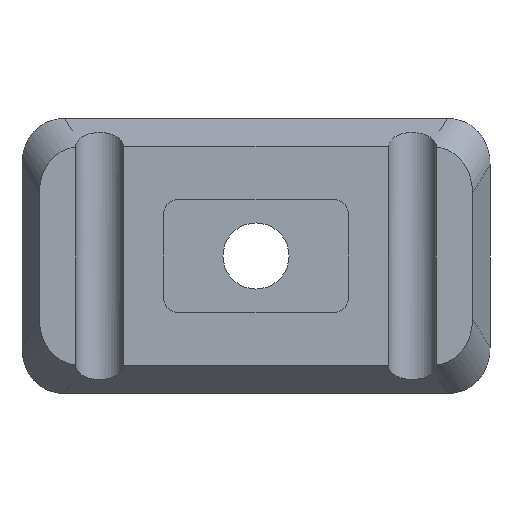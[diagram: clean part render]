
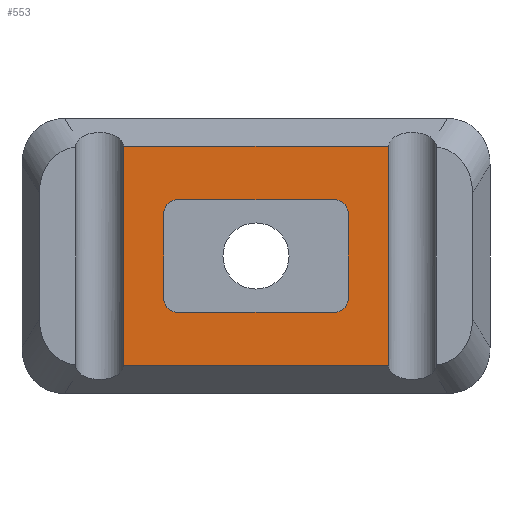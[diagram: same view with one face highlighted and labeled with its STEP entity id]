
A CAD part, front view. The second image highlights one B-rep face of the part: STEP entity #553.
In plain terms, the highlighted planar face has unit normal (0, -1, 0).
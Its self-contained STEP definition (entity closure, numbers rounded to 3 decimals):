
#15=FACE_BOUND('',#101,.T.);
#23=CIRCLE('',#590,1.18);
#25=CIRCLE('',#593,1.18);
#27=CIRCLE('',#610,1.18);
#29=CIRCLE('',#615,1.18);
#68=FACE_OUTER_BOUND('',#100,.T.);
#100=EDGE_LOOP('',(#449,#450,#451,#452));
#101=EDGE_LOOP('',(#453,#454,#455,#456,#457,#458,#459,#460));
#133=LINE('',#803,#182);
#138=LINE('',#842,#187);
#148=LINE('',#887,#197);
#157=LINE('',#931,#206);
#161=LINE('',#941,#210);
#163=LINE('',#946,#212);
#170=LINE('',#976,#219);
#171=LINE('',#977,#220);
#182=VECTOR('',#641,10.);
#187=VECTOR('',#662,10.);
#197=VECTOR('',#694,10.);
#206=VECTOR('',#721,10.);
#210=VECTOR('',#733,10.);
#212=VECTOR('',#737,10.);
#219=VECTOR('',#758,10.);
#220=VECTOR('',#759,10.);
#232=VERTEX_POINT('',#800);
#233=VERTEX_POINT('',#802);
#242=VERTEX_POINT('',#839);
#243=VERTEX_POINT('',#841);
#245=VERTEX_POINT('',#847);
#247=VERTEX_POINT('',#853);
#254=VERTEX_POINT('',#884);
#255=VERTEX_POINT('',#886);
#266=VERTEX_POINT('',#928);
#267=VERTEX_POINT('',#930);
#269=VERTEX_POINT('',#936);
#271=VERTEX_POINT('',#945);
#282=EDGE_CURVE('',#233,#232,#133,.T.);
#294=EDGE_CURVE('',#243,#242,#138,.T.);
#298=EDGE_CURVE('',#242,#245,#23,.T.);
#300=EDGE_CURVE('',#247,#243,#25,.T.);
#311=EDGE_CURVE('',#254,#255,#148,.T.);
#327=EDGE_CURVE('',#266,#267,#157,.T.);
#330=EDGE_CURVE('',#267,#269,#27,.T.);
#333=EDGE_CURVE('',#269,#245,#161,.T.);
#335=EDGE_CURVE('',#271,#247,#163,.T.);
#338=EDGE_CURVE('',#271,#266,#29,.T.);
#346=EDGE_CURVE('',#255,#232,#170,.F.);
#347=EDGE_CURVE('',#233,#254,#171,.F.);
#449=ORIENTED_EDGE('',*,*,#346,.F.);
#450=ORIENTED_EDGE('',*,*,#311,.F.);
#451=ORIENTED_EDGE('',*,*,#347,.F.);
#452=ORIENTED_EDGE('',*,*,#282,.T.);
#453=ORIENTED_EDGE('',*,*,#335,.T.);
#454=ORIENTED_EDGE('',*,*,#300,.T.);
#455=ORIENTED_EDGE('',*,*,#294,.T.);
#456=ORIENTED_EDGE('',*,*,#298,.T.);
#457=ORIENTED_EDGE('',*,*,#333,.F.);
#458=ORIENTED_EDGE('',*,*,#330,.F.);
#459=ORIENTED_EDGE('',*,*,#327,.F.);
#460=ORIENTED_EDGE('',*,*,#338,.F.);
#524=PLANE('',#619);
#553=ADVANCED_FACE('',(#68,#15),#524,.T.);
#590=AXIS2_PLACEMENT_3D('',#849,#669,#670);
#593=AXIS2_PLACEMENT_3D('',#854,#675,#676);
#610=AXIS2_PLACEMENT_3D('',#937,#727,#728);
#615=AXIS2_PLACEMENT_3D('',#950,#743,#744);
#619=AXIS2_PLACEMENT_3D('',#975,#756,#757);
#641=DIRECTION('',(-1.,0.,0.));
#662=DIRECTION('',(1.,0.,0.));
#669=DIRECTION('center_axis',(0.,1.,0.));
#670=DIRECTION('ref_axis',(0.,0.,1.));
#675=DIRECTION('center_axis',(0.,1.,0.));
#676=DIRECTION('ref_axis',(-1.,0.,0.));
#694=DIRECTION('',(-1.,0.,0.));
#721=DIRECTION('',(1.,0.,0.));
#727=DIRECTION('center_axis',(0.,-1.,0.));
#728=DIRECTION('ref_axis',(0.,0.,-1.));
#733=DIRECTION('',(0.,0.,1.));
#737=DIRECTION('',(0.,0.,1.));
#743=DIRECTION('center_axis',(0.,-1.,0.));
#744=DIRECTION('ref_axis',(-1.,0.,0.));
#756=DIRECTION('center_axis',(0.,-1.,0.));
#757=DIRECTION('ref_axis',(0.,0.,-1.));
#758=DIRECTION('',(0.,0.,-1.));
#759=DIRECTION('',(0.,0.,1.));
#800=CARTESIAN_POINT('',(-11.,-5.,21.813));
#802=CARTESIAN_POINT('',(11.,-5.,21.813));
#803=CARTESIAN_POINT('',(0.,-5.,21.813));
#839=CARTESIAN_POINT('',(6.5,-5.,17.38));
#841=CARTESIAN_POINT('',(-6.5,-5.,17.38));
#842=CARTESIAN_POINT('',(-6.5,-5.,17.38));
#847=CARTESIAN_POINT('',(7.68,-5.,16.2));
#849=CARTESIAN_POINT('Origin',(6.5,-5.,16.2));
#853=CARTESIAN_POINT('',(-7.68,-5.,16.2));
#854=CARTESIAN_POINT('Origin',(-6.5,-5.,16.2));
#884=CARTESIAN_POINT('',(11.,-5.,3.587));
#886=CARTESIAN_POINT('',(-11.,-5.,3.587));
#887=CARTESIAN_POINT('',(0.,-5.,3.587));
#928=CARTESIAN_POINT('',(-6.5,-5.,8.02));
#930=CARTESIAN_POINT('',(6.5,-5.,8.02));
#931=CARTESIAN_POINT('',(-6.5,-5.,8.02));
#936=CARTESIAN_POINT('',(7.68,-5.,9.2));
#937=CARTESIAN_POINT('Origin',(6.5,-5.,9.2));
#941=CARTESIAN_POINT('',(7.68,-5.,9.2));
#945=CARTESIAN_POINT('',(-7.68,-5.,9.2));
#946=CARTESIAN_POINT('',(-7.68,-5.,12.7));
#950=CARTESIAN_POINT('Origin',(-6.5,-5.,9.2));
#975=CARTESIAN_POINT('Origin',(0.,-5.,12.7));
#976=CARTESIAN_POINT('',(-11.,-5.,12.7));
#977=CARTESIAN_POINT('',(11.,-5.,12.7));
